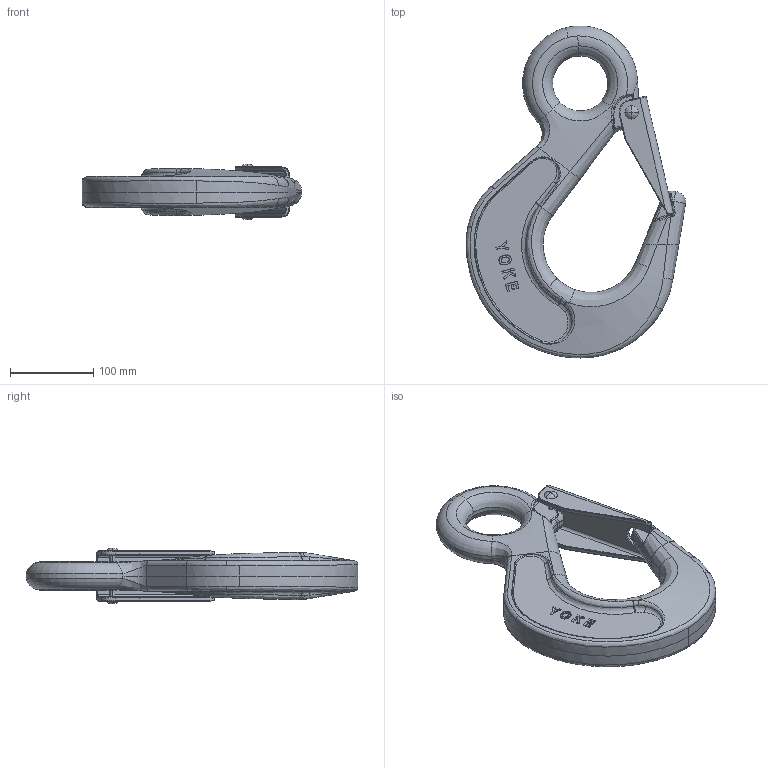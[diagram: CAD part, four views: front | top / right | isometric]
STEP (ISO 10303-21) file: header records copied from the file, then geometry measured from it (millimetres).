
FILE_DESCRIPTION(('CATIA V5 STEP Exchange'),'2;1');
FILE_NAME('X-044S-26.stp','2019-08-07T02:11:41+00:00',('none'),('none'),'CATIA Version 5 Release 21 GA (IN-10)','CATIA V5 STEP AP203','none');
FILE_SCHEMA(('CONFIG_CONTROL_DESIGN'));
Products named in the file (1): X-044S-26
Bounding box: 263.17 x 397.84 x 67 mm (x, y, z)
Volume: 1761771.3 mm3; surface area: 175944.2 mm2
Topology: 4 solids, 4 shells, 2757 faces, 6538 edges, 3793 vertices
Faces by surface type: bspline 1221, cylinder 721, sphere 466, plane 182, torus 167
Entity records: 128717 total; most frequent: CARTESIAN_POINT 78683, ORIENTED_EDGE 13024, EDGE_CURVE 6512, DIRECTION 5526, VERTEX_POINT 3793, B_SPLINE_CURVE_WITH_KNOTS 3734, AXIS2_PLACEMENT_3D 2903, EDGE_LOOP 2793
